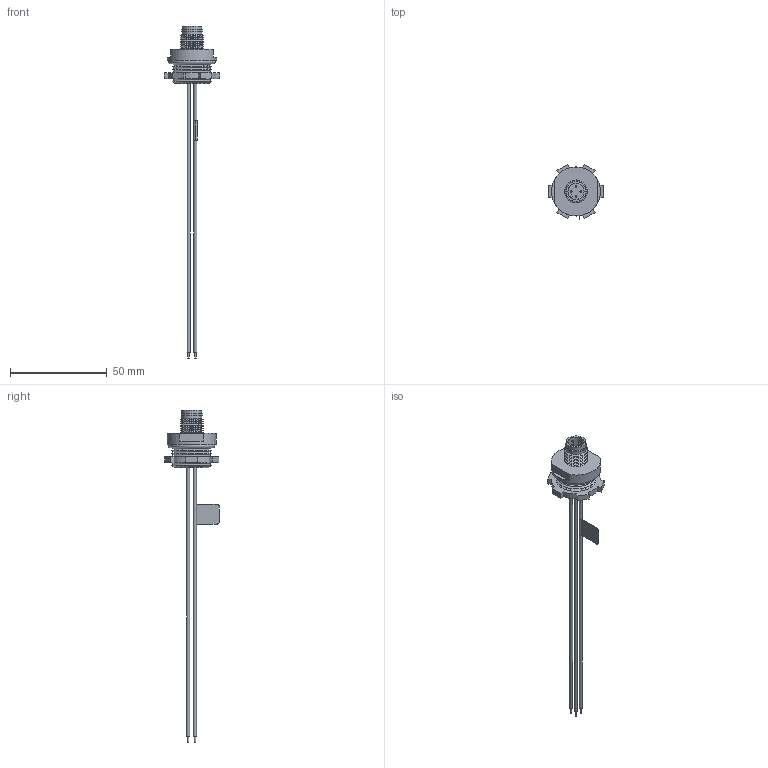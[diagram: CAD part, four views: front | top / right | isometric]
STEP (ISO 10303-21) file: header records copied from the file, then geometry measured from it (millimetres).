
FILE_DESCRIPTION (( 'STEP AP214' ), '1' );
FILE_NAME ('REC-M124MR-LEADS.STEP', '2018-04-03T14:56:59', ( '' ), ( '' ), 'SwSTEP 2.0', 'SolidWorks 2017', '' );
FILE_SCHEMA (( 'AUTOMOTIVE_DESIGN' ));
Length unit declared in the file: inch
Products named in the file (5): M125 O-RING; M125 LOCK NUT; REC-M8-FLAGLABEL; REC-M124MR-LEADS
Assembly tree (4 placements, depth 2):
  REC-M124MR-LEADS
    REC-M124MR-LEADS
    REC-M8-FLAGLABEL
    M125 LOCK NUT
    M125 O-RING
Bounding box: 28.7 x 28.48 x 171.94 mm (x, y, z)
Volume: 8913.4 mm3; surface area: 8906.4 mm2
Topology: 4 solids, 5 shells, 138 faces, 326 edges, 207 vertices
Faces by surface type: plane 52, cylinder 43, cone 38, sphere 4, torus 1
Full cylindrical faces by diameter (mm): 0.787 x4, 1.016 x4, 1.6 x8, 1.651 x1, 8.382 x1, 10.312 x2, 10.414 x8, 10.668 x1, 10.871 x1, 15.494 x1, 18.036 x2, 25.4 x1
Entity records: 4135 total; most frequent: DIRECTION 622, CARTESIAN_POINT 529, ORIENTED_EDGE 422, AXIS2_PLACEMENT_3D 266, EDGE_LOOP 240, EDGE_CURVE 211, VERTEX_POINT 173, FACE_OUTER_BOUND 171
